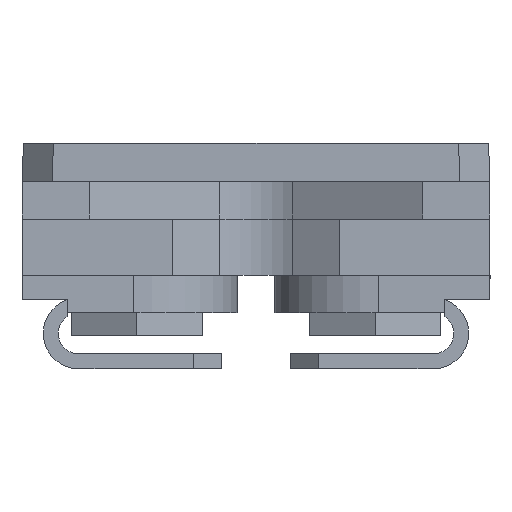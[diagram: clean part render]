
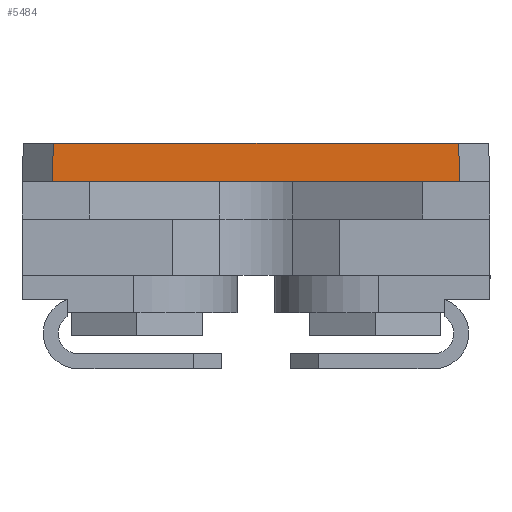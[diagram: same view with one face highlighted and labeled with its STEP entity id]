
A CAD part, left-side view. The second image highlights one B-rep face of the part: STEP entity #5484.
In plain terms, the highlighted planar face has unit normal (-1, 0, 0).
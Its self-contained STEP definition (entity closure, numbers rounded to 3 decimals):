
#5156=CARTESIAN_POINT('',(-19.1,-10.878,9.99));
#5157=VERTEX_POINT('',#5156);
#5174=CARTESIAN_POINT('',(-19.1,-10.799,12.04));
#5175=VERTEX_POINT('',#5174);
#5182=CARTESIAN_POINT('',(-19.1,-10.799,12.04));
#5183=DIRECTION('',(0.0,-0.038,-0.999));
#5184=VECTOR('',#5183,2.052);
#5185=LINE('',#5182,#5184);
#5186=EDGE_CURVE('',#5175,#5157,#5185,.T.);
#5197=CARTESIAN_POINT('',(-19.1,10.878,9.99));
#5198=VERTEX_POINT('',#5197);
#5199=CARTESIAN_POINT('',(-19.1,-10.878,9.99));
#5200=DIRECTION('',(0.0,1.0,0.0));
#5201=VECTOR('',#5200,21.755);
#5202=LINE('',#5199,#5201);
#5203=EDGE_CURVE('',#5157,#5198,#5202,.T.);
#5461=CARTESIAN_POINT('',(-19.1,0.,11.012));
#5462=DIRECTION('',(1.0,0.0,0.0));
#5463=DIRECTION('',(0.0,0.0,1.0));
#5464=AXIS2_PLACEMENT_3D('',#5461,#5462,#5463);
#5465=PLANE('',#5464);
#5466=ORIENTED_EDGE('',*,*,#5186,.F.);
#5467=CARTESIAN_POINT('',(-19.1,10.799,12.04));
#5468=VERTEX_POINT('',#5467);
#5469=CARTESIAN_POINT('',(-19.1,10.799,12.04));
#5470=DIRECTION('',(0.0,-1.0,0.0));
#5471=VECTOR('',#5470,21.598);
#5472=LINE('',#5469,#5471);
#5473=EDGE_CURVE('',#5468,#5175,#5472,.T.);
#5474=ORIENTED_EDGE('',*,*,#5473,.F.);
#5475=CARTESIAN_POINT('',(-19.1,10.878,9.99));
#5476=DIRECTION('',(0.0,-0.038,0.999));
#5477=VECTOR('',#5476,2.052);
#5478=LINE('',#5475,#5477);
#5479=EDGE_CURVE('',#5198,#5468,#5478,.T.);
#5480=ORIENTED_EDGE('',*,*,#5479,.F.);
#5481=ORIENTED_EDGE('',*,*,#5203,.F.);
#5482=EDGE_LOOP('',(#5466,#5474,#5480,#5481));
#5483=FACE_OUTER_BOUND('',#5482,.T.);
#5484=ADVANCED_FACE('',(#5483),#5465,.F.);
